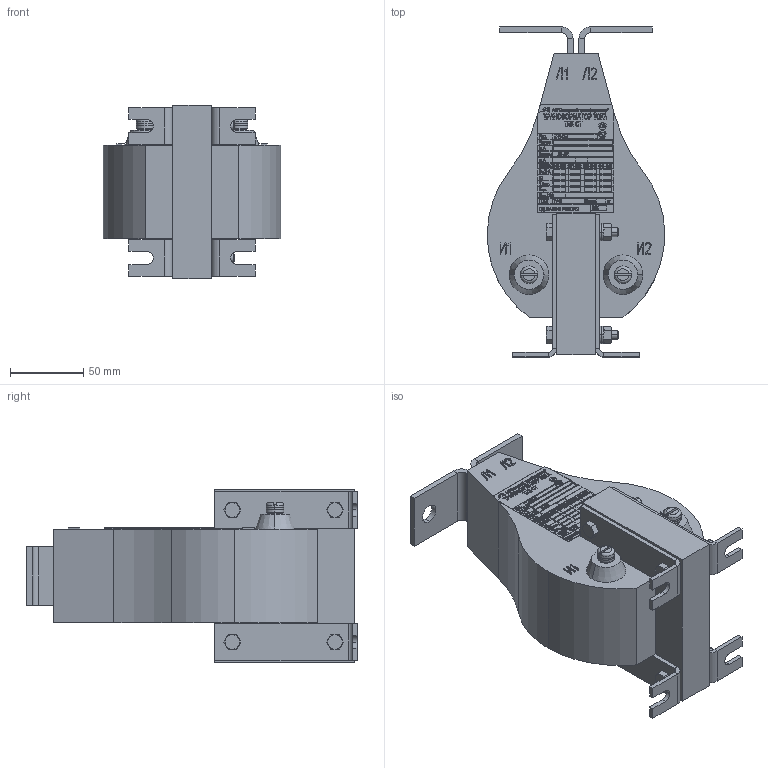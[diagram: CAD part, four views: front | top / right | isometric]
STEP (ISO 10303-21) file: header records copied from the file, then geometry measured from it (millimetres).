
FILE_DESCRIPTION (( 'STEP AP214' ), '1' );
FILE_NAME ('ﾒﾋﾊ-ﾑﾒ-6-1 (400ﾀ).STEP', '2023-06-01T07:14:07', ( '' ), ( '' ), 'SwSTEP 2.0', 'SolidWorks 2014', '' );
FILE_SCHEMA (( 'AUTOMOTIVE_DESIGN' ));
Length unit declared in the file: millimetre
Products named in the file (45): ÂÅÈÓ.754312.182À Òàáëè÷êà òåõíè÷åñêèõ äàííûõ ÒËÊ-ÑÒ_; hex screw gradec_iso; ÂÅÈÓ.758414.001 Ãàéêà êîíòàêòíàÿ; hex nut style 1 gradeab_iso; 扻豵鵨 畟佮-6; ﾒﾋﾊ-ﾑﾒ-6-1 (400ﾀ); plain washer hardened grade a_din; 屡扔.687232.003 袜觐礤黜桕__-01; slotted pan head screw_iso_ISO 1580 - M6 x 10 --- 10N; hex nut style 1 gradeab_iso_Hexagon Nut ISO - 4032 - M6 - D - N; curved spring lock washer_din; curved spring lock washer_din_Spring washer DIN 128 - A6; hex screw gradec_iso_ISO 4018 - M6 x 45-NN; 屡扔.687232.003 袜觐礤黜桕_; plain washer hardened grade a_din_Washer DIN 125 - A 6.4 - 300HV; 屡扔.301524.007 肃镟_00; Äåòàëü4^ÒËÊ-ÑÒ-6-1 (5À-300À)_00; slotted pan head screw_iso; ÂÅÈÓ.754312.182À Òàáëè÷êà òåõíè÷åñêèõ äàííûõ ÒËÊ-ÑÒ__-00; 屡扔.301524.007 肃镟; ÂÅÈÓ.758414.001 Ãàéêà êîíòàêòíàÿ_-01; 扻豵鵨 畟佮-6_00; Äåòàëü4^ÒËÊ-ÑÒ-6-1 (5À-300À)
Assembly tree (33 placements, depth 2):
  ÂÅÈÓ.754312.182À Òàáëè÷êà òåõíè÷åñêèõ äàííûõ ÒËÊ-ÑÒ_
  hex screw gradec_iso
  ÂÅÈÓ.758414.001 Ãàéêà êîíòàêòíàÿ
  hex nut style 1 gradeab_iso
  ÂÅÈÓ.758414.001 Ãàéêà êîíòàêòíàÿ
Bounding box: 120.98 x 225 x 118 mm (x, y, z)
Volume: 1218926.6 mm3; surface area: 170831.2 mm2
Topology: 33 solids, 33 shells, 3315 faces, 8655 edges, 5706 vertices
Faces by surface type: plane 2048, bspline 942, cylinder 169, cone 140, torus 16
Entity records: 167051 total; most frequent: CARTESIAN_POINT 69589, ORIENTED_EDGE 15780, DIRECTION 10304, EDGE_CURVE 7890, LINE 5738, VECTOR 5738, VERTEX_POINT 5242, EDGE_LOOP 3282
